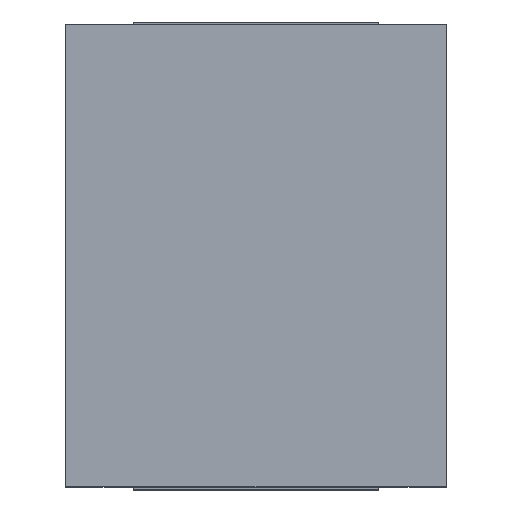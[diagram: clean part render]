
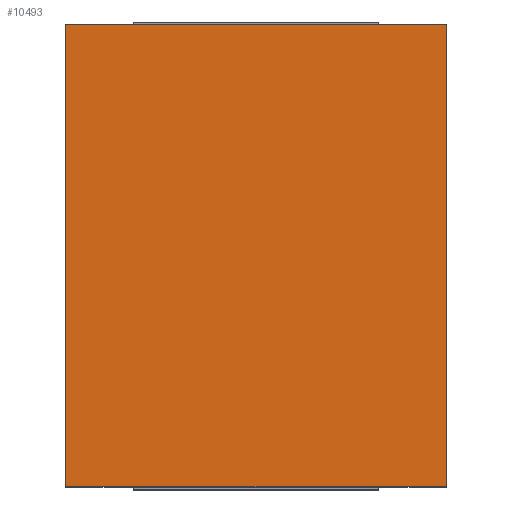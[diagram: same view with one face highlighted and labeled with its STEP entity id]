
A CAD part, top view. The second image highlights one B-rep face of the part: STEP entity #10493.
In plain terms, the highlighted planar face has unit normal (0, 0, 1).
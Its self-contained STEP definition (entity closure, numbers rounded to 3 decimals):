
#10493=ADVANCED_FACE('',(#27551),#27552,.T.);
#27551=FACE_OUTER_BOUND('',#51211,.T.);
#27552=PLANE('',#51212);
#51211=EDGE_LOOP('',(#81219,#81220,#81221,#81222));
#51212=AXIS2_PLACEMENT_3D('',#81223,#81224,#81225);
#81219=ORIENTED_EDGE('',*,*,#140110,.T.);
#81220=ORIENTED_EDGE('',*,*,#140111,.T.);
#81221=ORIENTED_EDGE('',*,*,#140112,.T.);
#81222=ORIENTED_EDGE('',*,*,#140046,.T.);
#81223=CARTESIAN_POINT('',(0.0,0.0,0.57));
#81224=DIRECTION('',(0.0,0.0,1.0));
#81225=DIRECTION('',(1.0,0.0,0.0));
#140046=EDGE_CURVE('',#167700,#167698,#167701,.T.);
#140110=EDGE_CURVE('',#167698,#167801,#167802,.T.);
#140111=EDGE_CURVE('',#167801,#167803,#167804,.T.);
#140112=EDGE_CURVE('',#167803,#167700,#167805,.T.);
#167698=VERTEX_POINT('',#203982);
#167700=VERTEX_POINT('',#203985);
#167701=LINE('',#203986,#203987);
#167801=VERTEX_POINT('',#204136);
#167802=LINE('',#204137,#204138);
#167803=VERTEX_POINT('',#204139);
#167804=LINE('',#204140,#204141);
#167805=LINE('',#204142,#204143);
#203982=CARTESIAN_POINT('',(1.045,-1.27,0.57));
#203985=CARTESIAN_POINT('',(-1.045,-1.27,0.57));
#203986=CARTESIAN_POINT('',(0.0,-1.27,0.57));
#203987=VECTOR('',#241556,1.0);
#204136=CARTESIAN_POINT('',(1.045,1.27,0.57));
#204137=CARTESIAN_POINT('',(1.045,0.0,0.57));
#204138=VECTOR('',#241606,1.0);
#204139=CARTESIAN_POINT('',(-1.045,1.27,0.57));
#204140=CARTESIAN_POINT('',(0.0,1.27,0.57));
#204141=VECTOR('',#241607,1.0);
#204142=CARTESIAN_POINT('',(-1.045,0.0,0.57));
#204143=VECTOR('',#241608,1.0);
#241556=DIRECTION('',(1.0,0.0,0.0));
#241606=DIRECTION('',(0.0,1.0,0.0));
#241607=DIRECTION('',(-1.0,0.0,0.0));
#241608=DIRECTION('',(0.0,-1.0,0.0));
